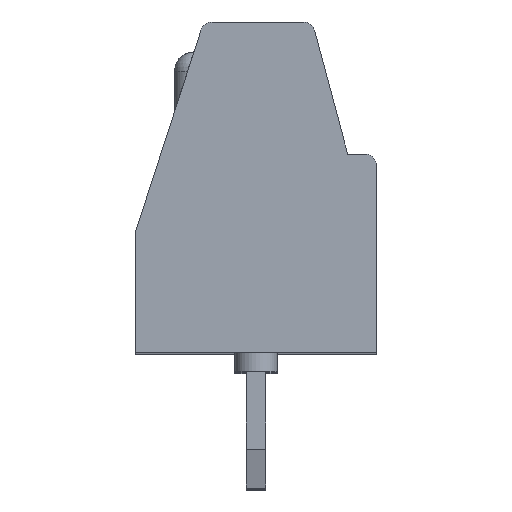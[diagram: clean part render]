
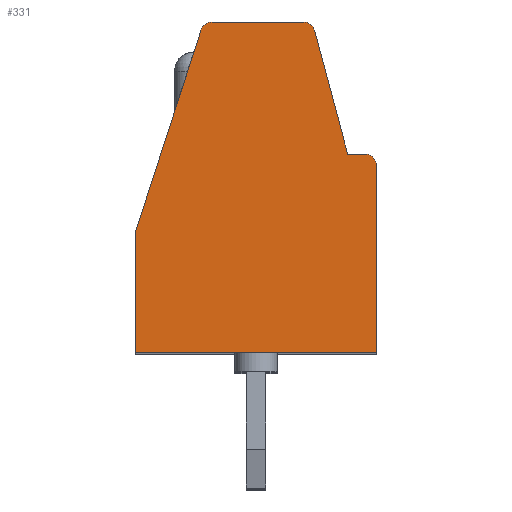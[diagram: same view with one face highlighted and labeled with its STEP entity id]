
A CAD part, top view. The second image highlights one B-rep face of the part: STEP entity #331.
In plain terms, the highlighted face is planar.
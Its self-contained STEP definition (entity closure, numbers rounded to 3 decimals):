
#331=ADVANCED_FACE('',(#332),#417,.F.);
#332=FACE_BOUND('',#333,.T.);
#333=EDGE_LOOP('',(#334,#344,#353,#361,#369,#378,#386,#395,#403,#411));
#334=ORIENTED_EDGE('',*,*,#335,.T.);
#335=EDGE_CURVE('',#336,#338,#340,.F.);
#336=VERTEX_POINT('',#337);
#337=CARTESIAN_POINT('',(-24.323,6.451,-4.04));
#338=VERTEX_POINT('',#339);
#339=CARTESIAN_POINT('',(-24.323,11.251,-4.04));
#340=LINE('',#341,#342);
#341=CARTESIAN_POINT('',(-24.323,6.601,-4.04));
#342=VECTOR('',#343,1.0);
#343=DIRECTION('',(0.0,-1.0,0.0));
#344=ORIENTED_EDGE('',*,*,#345,.T.);
#345=EDGE_CURVE('',#338,#346,#348,.F.);
#346=VERTEX_POINT('',#347);
#347=CARTESIAN_POINT('',(-24.023,11.551,-4.04));
#348=CIRCLE('',#349,0.3);
#349=AXIS2_PLACEMENT_3D('',#350,#351,#352);
#350=CARTESIAN_POINT('',(-24.023,11.251,-4.04));
#351=DIRECTION('',(0.0,0.0,1.0));
#352=DIRECTION('',(1.0,0.0,0.0));
#353=ORIENTED_EDGE('',*,*,#354,.T.);
#354=EDGE_CURVE('',#346,#355,#357,.T.);
#355=VERTEX_POINT('',#356);
#356=CARTESIAN_POINT('',(-23.584,11.551,-4.04));
#357=LINE('',#358,#359);
#358=CARTESIAN_POINT('',(-24.023,11.551,-4.04));
#359=VECTOR('',#360,1.0);
#360=DIRECTION('',(1.0,0.0,0.0));
#361=ORIENTED_EDGE('',*,*,#362,.T.);
#362=EDGE_CURVE('',#355,#363,#365,.T.);
#363=VERTEX_POINT('',#364);
#364=CARTESIAN_POINT('',(-22.732,14.729,-4.04));
#365=LINE('',#366,#367);
#366=CARTESIAN_POINT('',(-23.584,11.551,-4.04));
#367=VECTOR('',#368,1.0);
#368=DIRECTION('',(0.259,0.966,0.0));
#369=ORIENTED_EDGE('',*,*,#370,.T.);
#370=EDGE_CURVE('',#363,#371,#373,.F.);
#371=VERTEX_POINT('',#372);
#372=CARTESIAN_POINT('',(-22.443,14.951,-4.04));
#373=CIRCLE('',#374,0.3);
#374=AXIS2_PLACEMENT_3D('',#375,#376,#377);
#375=CARTESIAN_POINT('',(-22.443,14.651,-4.04));
#376=DIRECTION('',(0.0,0.0,1.0));
#377=DIRECTION('',(1.0,0.0,0.0));
#378=ORIENTED_EDGE('',*,*,#379,.T.);
#379=EDGE_CURVE('',#371,#380,#382,.T.);
#380=VERTEX_POINT('',#381);
#381=CARTESIAN_POINT('',(-20.091,14.951,-4.04));
#382=LINE('',#383,#384);
#383=CARTESIAN_POINT('',(-22.443,14.951,-4.04));
#384=VECTOR('',#385,1.0);
#385=DIRECTION('',(1.0,0.0,0.0));
#386=ORIENTED_EDGE('',*,*,#387,.T.);
#387=EDGE_CURVE('',#380,#388,#390,.F.);
#388=VERTEX_POINT('',#389);
#389=CARTESIAN_POINT('',(-19.805,14.744,-4.04));
#390=CIRCLE('',#391,0.3);
#391=AXIS2_PLACEMENT_3D('',#392,#393,#394);
#392=CARTESIAN_POINT('',(-20.091,14.651,-4.04));
#393=DIRECTION('',(0.0,0.0,1.0));
#394=DIRECTION('',(1.0,0.0,0.0));
#395=ORIENTED_EDGE('',*,*,#396,.T.);
#396=EDGE_CURVE('',#388,#397,#399,.T.);
#397=VERTEX_POINT('',#398);
#398=CARTESIAN_POINT('',(-18.123,9.565,-4.04));
#399=LINE('',#400,#401);
#400=CARTESIAN_POINT('',(-19.123,12.643,-4.04));
#401=VECTOR('',#402,1.0);
#402=DIRECTION('',(0.309,-0.951,0.0));
#403=ORIENTED_EDGE('',*,*,#404,.T.);
#404=EDGE_CURVE('',#397,#405,#407,.F.);
#405=VERTEX_POINT('',#406);
#406=CARTESIAN_POINT('',(-18.123,6.451,-4.04));
#407=LINE('',#408,#409);
#408=CARTESIAN_POINT('',(-18.123,6.451,-4.04));
#409=VECTOR('',#410,1.0);
#410=DIRECTION('',(0.,1.0,0.0));
#411=ORIENTED_EDGE('',*,*,#412,.T.);
#412=EDGE_CURVE('',#405,#336,#413,.F.);
#413=LINE('',#414,#415);
#414=CARTESIAN_POINT('',(-74.37,6.451,-4.04));
#415=VECTOR('',#416,1.0);
#416=DIRECTION('',(1.0,0.0,0.0));
#417=PLANE('',#418);
#418=AXIS2_PLACEMENT_3D('',#419,#420,#421);
#419=CARTESIAN_POINT('',(0.0,0.0,-4.04));
#420=DIRECTION('',(0.0,0.0,1.0));
#421=DIRECTION('',(1.0,0.0,0.0));
